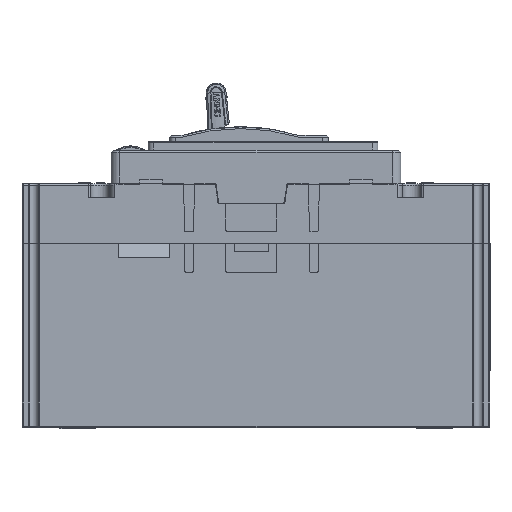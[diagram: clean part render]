
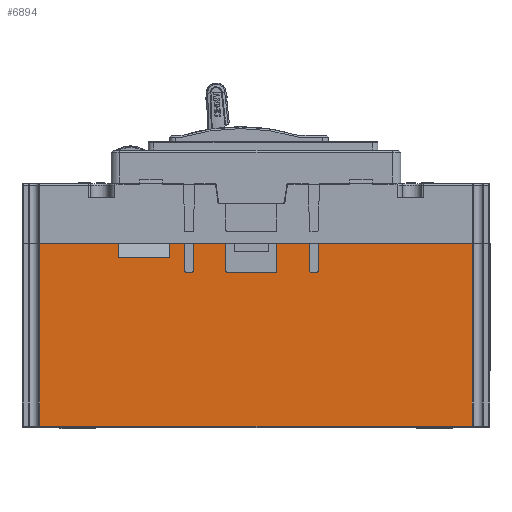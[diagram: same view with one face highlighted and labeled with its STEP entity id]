
A CAD part, front view. The second image highlights one B-rep face of the part: STEP entity #6894.
In plain terms, the highlighted planar face has unit normal (0, -1, 0).
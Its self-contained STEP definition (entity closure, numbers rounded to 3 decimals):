
#4299=CIRCLE('',#76514,0.5);
#4300=CIRCLE('',#76515,0.5);
#4301=CIRCLE('',#76516,0.5);
#4302=CIRCLE('',#76517,0.5);
#4303=CIRCLE('',#76518,0.5);
#4304=CIRCLE('',#76519,0.5);
#6894=ADVANCED_FACE('',(#13480),#10796,.T.);
#10796=PLANE('',#76520);
#13480=FACE_OUTER_BOUND('',#17468,.T.);
#17468=EDGE_LOOP('',(#24784,#24785,#24786,#24787,#24788,#24789,#24790,#24791,
#24792,#24793,#24794,#24795,#24796,#24797,#24798,#24799,#24800,#24801,#24802,
#24803,#24804,#24805,#24806,#24807,#24808,#24809));
#24784=ORIENTED_EDGE('',*,*,#52105,.T.);
#24785=ORIENTED_EDGE('',*,*,#52106,.T.);
#24786=ORIENTED_EDGE('',*,*,#51888,.T.);
#24787=ORIENTED_EDGE('',*,*,#52107,.T.);
#24788=ORIENTED_EDGE('',*,*,#52108,.T.);
#24789=ORIENTED_EDGE('',*,*,#52109,.T.);
#24790=ORIENTED_EDGE('',*,*,#52005,.F.);
#24791=ORIENTED_EDGE('',*,*,#52110,.T.);
#24792=ORIENTED_EDGE('',*,*,#52111,.T.);
#24793=ORIENTED_EDGE('',*,*,#52112,.F.);
#24794=ORIENTED_EDGE('',*,*,#52113,.T.);
#24795=ORIENTED_EDGE('',*,*,#52114,.F.);
#24796=ORIENTED_EDGE('',*,*,#52001,.F.);
#24797=ORIENTED_EDGE('',*,*,#52115,.F.);
#24798=ORIENTED_EDGE('',*,*,#52116,.T.);
#24799=ORIENTED_EDGE('',*,*,#52117,.T.);
#24800=ORIENTED_EDGE('',*,*,#52118,.T.);
#24801=ORIENTED_EDGE('',*,*,#52119,.T.);
#24802=ORIENTED_EDGE('',*,*,#51896,.F.);
#24803=ORIENTED_EDGE('',*,*,#52120,.T.);
#24804=ORIENTED_EDGE('',*,*,#52121,.T.);
#24805=ORIENTED_EDGE('',*,*,#52122,.F.);
#24806=ORIENTED_EDGE('',*,*,#52123,.T.);
#24807=ORIENTED_EDGE('',*,*,#52124,.F.);
#24808=ORIENTED_EDGE('',*,*,#51892,.T.);
#24809=ORIENTED_EDGE('',*,*,#52125,.F.);
#44402=VERTEX_POINT('',#110620);
#44403=VERTEX_POINT('',#110622);
#44406=VERTEX_POINT('',#110628);
#44407=VERTEX_POINT('',#110630);
#44410=VERTEX_POINT('',#110636);
#44411=VERTEX_POINT('',#110638);
#44506=VERTEX_POINT('',#110840);
#44507=VERTEX_POINT('',#110842);
#44510=VERTEX_POINT('',#110848);
#44511=VERTEX_POINT('',#110850);
#44601=VERTEX_POINT('',#111041);
#44602=VERTEX_POINT('',#111042);
#44603=VERTEX_POINT('',#111045);
#44604=VERTEX_POINT('',#111047);
#44605=VERTEX_POINT('',#111050);
#44606=VERTEX_POINT('',#111052);
#44607=VERTEX_POINT('',#111054);
#44608=VERTEX_POINT('',#111056);
#44609=VERTEX_POINT('',#111059);
#44610=VERTEX_POINT('',#111061);
#44611=VERTEX_POINT('',#111063);
#44612=VERTEX_POINT('',#111065);
#44613=VERTEX_POINT('',#111068);
#44614=VERTEX_POINT('',#111070);
#44615=VERTEX_POINT('',#111072);
#44616=VERTEX_POINT('',#111074);
#51888=EDGE_CURVE('',#44403,#44402,#61985,.T.);
#51892=EDGE_CURVE('',#44407,#44406,#61989,.T.);
#51896=EDGE_CURVE('',#44410,#44411,#61993,.T.);
#52001=EDGE_CURVE('',#44506,#44507,#62076,.T.);
#52005=EDGE_CURVE('',#44510,#44511,#62080,.T.);
#52105=EDGE_CURVE('',#44601,#44602,#62152,.T.);
#52106=EDGE_CURVE('',#44602,#44403,#62153,.T.);
#52107=EDGE_CURVE('',#44402,#44603,#62154,.T.);
#52108=EDGE_CURVE('',#44603,#44604,#62155,.T.);
#52109=EDGE_CURVE('',#44604,#44511,#62156,.T.);
#52110=EDGE_CURVE('',#44510,#44605,#62157,.T.);
#52111=EDGE_CURVE('',#44605,#44606,#4299,.T.);
#52112=EDGE_CURVE('',#44607,#44606,#62158,.T.);
#52113=EDGE_CURVE('',#44607,#44608,#4300,.T.);
#52114=EDGE_CURVE('',#44507,#44608,#62159,.T.);
#52115=EDGE_CURVE('',#44609,#44506,#62160,.T.);
#52116=EDGE_CURVE('',#44609,#44610,#4301,.T.);
#52117=EDGE_CURVE('',#44610,#44611,#62161,.T.);
#52118=EDGE_CURVE('',#44611,#44612,#4302,.T.);
#52119=EDGE_CURVE('',#44612,#44411,#62162,.T.);
#52120=EDGE_CURVE('',#44410,#44613,#62163,.T.);
#52121=EDGE_CURVE('',#44613,#44614,#4303,.T.);
#52122=EDGE_CURVE('',#44615,#44614,#62164,.T.);
#52123=EDGE_CURVE('',#44615,#44616,#4304,.T.);
#52124=EDGE_CURVE('',#44407,#44616,#62165,.T.);
#52125=EDGE_CURVE('',#44601,#44406,#62166,.T.);
#61985=LINE('',#110621,#69408);
#61989=LINE('',#110629,#69412);
#61993=LINE('',#110637,#69416);
#62076=LINE('',#110841,#69499);
#62080=LINE('',#110849,#69503);
#62152=LINE('',#111040,#69575);
#62153=LINE('',#111043,#69576);
#62154=LINE('',#111044,#69577);
#62155=LINE('',#111046,#69578);
#62156=LINE('',#111048,#69579);
#62157=LINE('',#111049,#69580);
#62158=LINE('',#111053,#69581);
#62159=LINE('',#111057,#69582);
#62160=LINE('',#111058,#69583);
#62161=LINE('',#111062,#69584);
#62162=LINE('',#111066,#69585);
#62163=LINE('',#111067,#69586);
#62164=LINE('',#111071,#69587);
#62165=LINE('',#111075,#69588);
#62166=LINE('',#111076,#69589);
#69408=VECTOR('',#84830,1.);
#69412=VECTOR('',#84834,1.);
#69416=VECTOR('',#84838,1.);
#69499=VECTOR('',#84971,1.);
#69503=VECTOR('',#84975,1.);
#69575=VECTOR('',#85105,1.);
#69576=VECTOR('',#85106,1.);
#69577=VECTOR('',#85107,1.);
#69578=VECTOR('',#85108,1.);
#69579=VECTOR('',#85109,1.);
#69580=VECTOR('',#85110,1.);
#69581=VECTOR('',#85113,1.);
#69582=VECTOR('',#85116,1.);
#69583=VECTOR('',#85117,1.);
#69584=VECTOR('',#85120,1.);
#69585=VECTOR('',#85123,1.);
#69586=VECTOR('',#85124,1.);
#69587=VECTOR('',#85127,1.);
#69588=VECTOR('',#85130,1.);
#69589=VECTOR('',#85131,1.);
#76514=AXIS2_PLACEMENT_3D('',#111051,#85111,#85112);
#76515=AXIS2_PLACEMENT_3D('',#111055,#85114,#85115);
#76516=AXIS2_PLACEMENT_3D('',#111060,#85118,#85119);
#76517=AXIS2_PLACEMENT_3D('',#111064,#85121,#85122);
#76518=AXIS2_PLACEMENT_3D('',#111069,#85125,#85126);
#76519=AXIS2_PLACEMENT_3D('',#111073,#85128,#85129);
#76520=AXIS2_PLACEMENT_3D('',#111077,#85132,#85133);
#84830=DIRECTION('',(-1.,0.,0.));
#84834=DIRECTION('',(-1.,0.,0.));
#84838=DIRECTION('',(1.,0.,0.));
#84971=DIRECTION('',(1.,0.,0.));
#84975=DIRECTION('',(1.,0.,0.));
#85105=DIRECTION('',(-1.,0.,0.));
#85106=DIRECTION('',(0.,0.,1.));
#85107=DIRECTION('',(0.,0.,-1.));
#85108=DIRECTION('',(1.,0.,0.));
#85109=DIRECTION('',(0.,0.,1.));
#85110=DIRECTION('',(0.,0.,-1.));
#85111=DIRECTION('',(0.,1.,0.));
#85112=DIRECTION('',(1.,0.,0.));
#85113=DIRECTION('',(1.,0.,0.));
#85114=DIRECTION('',(0.,1.,0.));
#85115=DIRECTION('',(1.,0.,0.));
#85116=DIRECTION('',(0.,0.,-1.));
#85117=DIRECTION('',(0.,0.,1.));
#85118=DIRECTION('',(0.,1.,0.));
#85119=DIRECTION('',(1.,0.,0.));
#85120=DIRECTION('',(-1.,0.,0.));
#85121=DIRECTION('',(0.,1.,0.));
#85122=DIRECTION('',(1.,0.,0.));
#85123=DIRECTION('',(0.,0.,1.));
#85124=DIRECTION('',(0.,0.,-1.));
#85125=DIRECTION('',(0.,1.,0.));
#85126=DIRECTION('',(1.,0.,0.));
#85127=DIRECTION('',(1.,0.,0.));
#85128=DIRECTION('',(0.,1.,0.));
#85129=DIRECTION('',(1.,0.,0.));
#85130=DIRECTION('',(0.,0.,-1.));
#85131=DIRECTION('',(0.,0.,1.));
#85132=DIRECTION('',(0.,-1.,0.));
#85133=DIRECTION('',(0.,0.,1.));
#110620=CARTESIAN_POINT('',(223.824,-140.,10.876));
#110621=CARTESIAN_POINT('',(217.631,-140.,10.876));
#110622=CARTESIAN_POINT('',(251.631,-140.,10.876));
#110628=CARTESIAN_POINT('',(269.631,-140.,10.876));
#110629=CARTESIAN_POINT('',(217.631,-140.,10.876));
#110630=CARTESIAN_POINT('',(275.031,-140.,10.876));
#110636=CARTESIAN_POINT('',(278.031,-140.,10.876));
#110637=CARTESIAN_POINT('',(217.631,-140.,10.876));
#110638=CARTESIAN_POINT('',(289.531,-140.,10.876));
#110840=CARTESIAN_POINT('',(307.531,-140.,10.876));
#110841=CARTESIAN_POINT('',(217.631,-140.,10.876));
#110842=CARTESIAN_POINT('',(319.031,-140.,10.876));
#110848=CARTESIAN_POINT('',(322.031,-140.,10.876));
#110849=CARTESIAN_POINT('',(217.631,-140.,10.876));
#110850=CARTESIAN_POINT('',(376.437,-140.,10.876));
#111040=CARTESIAN_POINT('',(269.631,-140.,5.876));
#111041=CARTESIAN_POINT('',(269.631,-140.,5.876));
#111042=CARTESIAN_POINT('',(251.631,-140.,5.876));
#111043=CARTESIAN_POINT('',(251.631,-140.,5.876));
#111044=CARTESIAN_POINT('',(223.824,-140.,-410.124));
#111045=CARTESIAN_POINT('',(223.824,-140.,-53.624));
#111046=CARTESIAN_POINT('',(217.631,-140.,-53.624));
#111047=CARTESIAN_POINT('',(376.437,-140.,-53.624));
#111048=CARTESIAN_POINT('',(376.437,-140.,-410.124));
#111049=CARTESIAN_POINT('',(322.031,-140.,-14.124));
#111050=CARTESIAN_POINT('',(322.031,-140.,1.076));
#111051=CARTESIAN_POINT('',(321.531,-140.,1.076));
#111052=CARTESIAN_POINT('',(321.531,-140.,0.576));
#111053=CARTESIAN_POINT('',(217.631,-140.,0.576));
#111054=CARTESIAN_POINT('',(319.531,-140.,0.576));
#111055=CARTESIAN_POINT('',(319.531,-140.,1.076));
#111056=CARTESIAN_POINT('',(319.031,-140.,1.076));
#111057=CARTESIAN_POINT('',(319.031,-140.,-13.124));
#111058=CARTESIAN_POINT('',(307.531,-140.,-116.094));
#111059=CARTESIAN_POINT('',(307.531,-140.,1.076));
#111060=CARTESIAN_POINT('',(307.031,-140.,1.076));
#111061=CARTESIAN_POINT('',(307.031,-140.,0.576));
#111062=CARTESIAN_POINT('',(307.231,-140.,0.576));
#111063=CARTESIAN_POINT('',(290.031,-140.,0.576));
#111064=CARTESIAN_POINT('',(290.031,-140.,1.076));
#111065=CARTESIAN_POINT('',(289.531,-140.,1.076));
#111066=CARTESIAN_POINT('',(289.531,-140.,-116.094));
#111067=CARTESIAN_POINT('',(278.031,-140.,-14.124));
#111068=CARTESIAN_POINT('',(278.031,-140.,1.076));
#111069=CARTESIAN_POINT('',(277.531,-140.,1.076));
#111070=CARTESIAN_POINT('',(277.531,-140.,0.576));
#111071=CARTESIAN_POINT('',(217.631,-140.,0.576));
#111072=CARTESIAN_POINT('',(275.531,-140.,0.576));
#111073=CARTESIAN_POINT('',(275.531,-140.,1.076));
#111074=CARTESIAN_POINT('',(275.031,-140.,1.076));
#111075=CARTESIAN_POINT('',(275.031,-140.,-13.124));
#111076=CARTESIAN_POINT('',(269.631,-140.,5.876));
#111077=CARTESIAN_POINT('',(217.631,-140.,-13.124));
